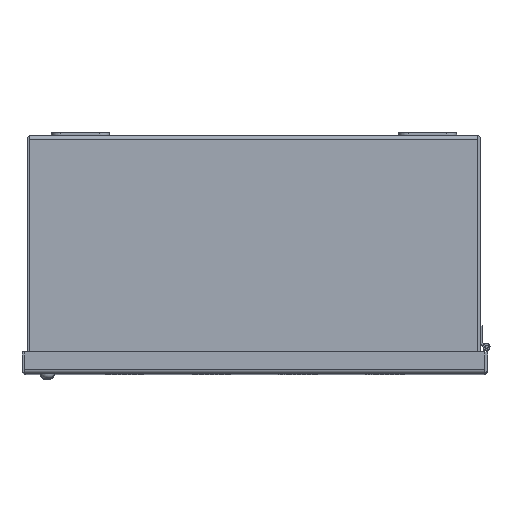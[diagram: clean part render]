
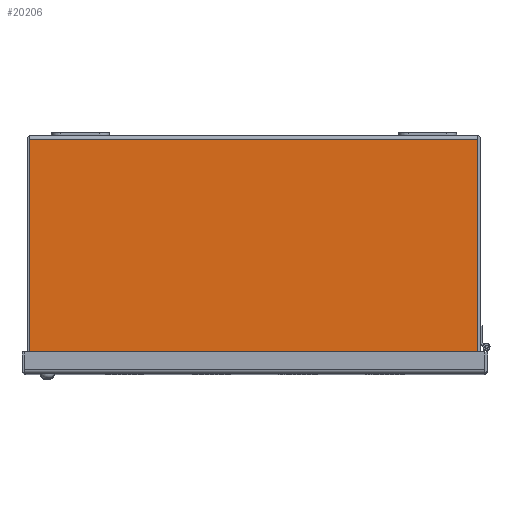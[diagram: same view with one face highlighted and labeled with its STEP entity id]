
A CAD part, top view. The second image highlights one B-rep face of the part: STEP entity #20206.
In plain terms, the highlighted planar face has unit normal (0, 0, 1).
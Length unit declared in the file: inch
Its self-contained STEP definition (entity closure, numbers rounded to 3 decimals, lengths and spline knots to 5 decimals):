
#1362 = CARTESIAN_POINT ( 'NONE',  ( 5.80289, -5.892, 6.375 ) ) ;
#5876 = DIRECTION ( 'NONE',  ( 1., 0., 0. ) ) ;
#5894 = DIRECTION ( 'NONE',  ( 0., -1., 0. ) ) ;
#6662 = CARTESIAN_POINT ( 'NONE',  ( 5.80289, 39.37008, 6.375 ) ) ;
#7501 = ORIENTED_EDGE ( 'NONE', *, *, #13537, .T. ) ;
#8509 = VECTOR ( 'NONE', #5894, 39.37008 ) ;
#8666 = ORIENTED_EDGE ( 'NONE', *, *, #9450, .F. ) ;
#9031 = ORIENTED_EDGE ( 'NONE', *, *, #19328, .T. ) ;
#9340 = CARTESIAN_POINT ( 'NONE',  ( -40.531, -0.108, 6.375 ) ) ;
#9450 = EDGE_CURVE ( 'NONE', #27063, #25527, #15984, .T. ) ;
#9479 = LINE ( 'NONE', #16757, #27797 ) ;
#10518 = LINE ( 'NONE', #28176, #15233 ) ;
#10980 = CARTESIAN_POINT ( 'NONE',  ( -5.80289, -0.108, 6.375 ) ) ;
#11181 = DIRECTION ( 'NONE',  ( 0., 0., 1. ) ) ;
#11285 = EDGE_CURVE ( 'NONE', #20524, #23732, #9479, .T. ) ;
#11501 = FACE_OUTER_BOUND ( 'NONE', #22676, .T. ) ;
#13537 = EDGE_CURVE ( 'NONE', #23732, #25527, #10518, .T. ) ;
#15233 = VECTOR ( 'NONE', #5876, 39.37008 ) ;
#15903 = CARTESIAN_POINT ( 'NONE',  ( 5.80289, -0.108, 6.375 ) ) ;
#15984 = LINE ( 'NONE', #6662, #8509 ) ;
#16640 = ORIENTED_EDGE ( 'NONE', *, *, #11285, .T. ) ;
#16757 = CARTESIAN_POINT ( 'NONE',  ( -5.80289, 39.37008, 6.375 ) ) ;
#17900 = CARTESIAN_POINT ( 'NONE',  ( -5.80289, -5.892, 6.375 ) ) ;
#19328 = EDGE_CURVE ( 'NONE', #27063, #20524, #31949, .T. ) ;
#19424 = DIRECTION ( 'NONE',  ( -1., 0., 0. ) ) ;
#19561 = DIRECTION ( 'NONE',  ( 0., -1., 0. ) ) ;
#20206 = ADVANCED_FACE ( 'NONE', ( #11501 ), #28850, .T. ) ;
#20524 = VERTEX_POINT ( 'NONE', #10980 ) ;
#21257 = CARTESIAN_POINT ( 'NONE',  ( -40.531, 0., 6.375 ) ) ;
#21819 = VECTOR ( 'NONE', #19424, 39.37008 ) ;
#22676 = EDGE_LOOP ( 'NONE', ( #16640, #7501, #8666, #9031 ) ) ;
#23732 = VERTEX_POINT ( 'NONE', #17900 ) ;
#25024 = AXIS2_PLACEMENT_3D ( 'NONE', #21257, #11181, #26383 ) ;
#25527 = VERTEX_POINT ( 'NONE', #1362 ) ;
#26383 = DIRECTION ( 'NONE',  ( 1., 0., 0. ) ) ;
#27063 = VERTEX_POINT ( 'NONE', #15903 ) ;
#27797 = VECTOR ( 'NONE', #19561, 39.37008 ) ;
#28176 = CARTESIAN_POINT ( 'NONE',  ( -40.531, -5.892, 6.375 ) ) ;
#28850 = PLANE ( 'NONE',  #25024 ) ;
#31949 = LINE ( 'NONE', #9340, #21819 ) ;
